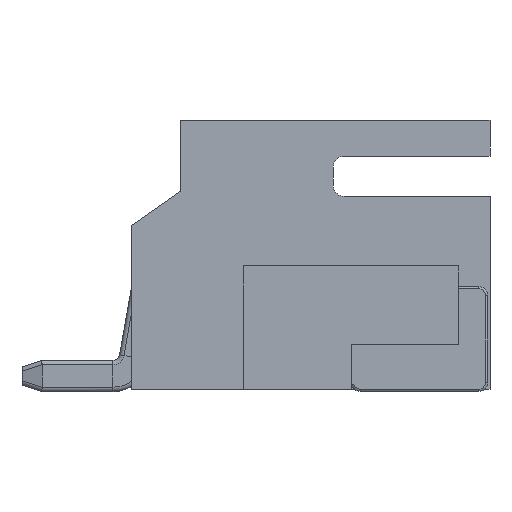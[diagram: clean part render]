
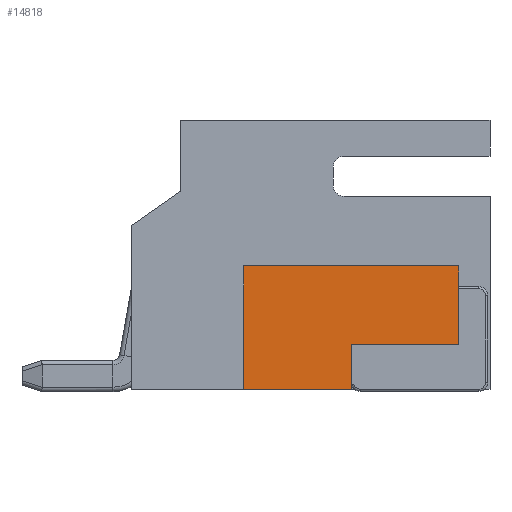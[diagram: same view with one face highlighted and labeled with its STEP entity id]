
A CAD part, left-side view. The second image highlights one B-rep face of the part: STEP entity #14818.
In plain terms, the highlighted planar face has unit normal (-1, 0, 0).
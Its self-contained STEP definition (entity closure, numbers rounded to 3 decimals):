
#158 = DIRECTION ( 'NONE',  ( 0., 0., 1. ) ) ;
#551 = LINE ( 'NONE', #10296, #1879 ) ;
#1879 = VECTOR ( 'NONE', #2749, 1000. ) ;
#2421 = VERTEX_POINT ( 'NONE', #11359 ) ;
#2749 = DIRECTION ( 'NONE',  ( 0., 0., -1. ) ) ;
#4793 = LINE ( 'NONE', #29014, #15645 ) ;
#6606 = CARTESIAN_POINT ( 'NONE',  ( -8.7, -0.9, 0.05 ) ) ;
#8176 = ORIENTED_EDGE ( 'NONE', *, *, #16457, .T. ) ;
#9773 = PLANE ( 'NONE',  #17044 ) ;
#9795 = VERTEX_POINT ( 'NONE', #27948 ) ;
#10080 = LINE ( 'NONE', #12116, #11365 ) ;
#10296 = CARTESIAN_POINT ( 'NONE',  ( -8.7, 1.5, 0.05 ) ) ;
#10543 = DIRECTION ( 'NONE',  ( 1., 0., 0. ) ) ;
#10591 = ORIENTED_EDGE ( 'NONE', *, *, #18200, .T. ) ;
#10954 = VECTOR ( 'NONE', #20986, 1000. ) ;
#11359 = CARTESIAN_POINT ( 'NONE',  ( -8.7, -0.9, 1.05 ) ) ;
#11365 = VECTOR ( 'NONE', #158, 1000. ) ;
#12116 = CARTESIAN_POINT ( 'NONE',  ( -8.7, -3.3, 1.05 ) ) ;
#12186 = DIRECTION ( 'NONE',  ( 0., -1., 0. ) ) ;
#12620 = DIRECTION ( 'NONE',  ( 0., 1., 0. ) ) ;
#13734 = LINE ( 'NONE', #30734, #10954 ) ;
#14818 = ADVANCED_FACE ( 'NONE', ( #21776 ), #9773, .F. ) ;
#15579 = DIRECTION ( 'NONE',  ( 0., 0., -1. ) ) ;
#15599 = CARTESIAN_POINT ( 'NONE',  ( -8.7, 1.5, 0.05 ) ) ;
#15645 = VECTOR ( 'NONE', #12186, 1000. ) ;
#16179 = DIRECTION ( 'NONE',  ( 0., 0., 1. ) ) ;
#16457 = EDGE_CURVE ( 'NONE', #2421, #26983, #4793, .T. ) ;
#16976 = EDGE_CURVE ( 'NONE', #22642, #2421, #30174, .T. ) ;
#17044 = AXIS2_PLACEMENT_3D ( 'NONE', #20336, #10543, #15579 ) ;
#18200 = EDGE_CURVE ( 'NONE', #9795, #19497, #551, .T. ) ;
#18557 = CARTESIAN_POINT ( 'NONE',  ( -8.7, -3.3, 1.05 ) ) ;
#19293 = EDGE_CURVE ( 'NONE', #19497, #22642, #13734, .T. ) ;
#19497 = VERTEX_POINT ( 'NONE', #15599 ) ;
#19532 = VECTOR ( 'NONE', #12620, 1000. ) ;
#20336 = CARTESIAN_POINT ( 'NONE',  ( -8.7, 0., 0. ) ) ;
#20986 = DIRECTION ( 'NONE',  ( 0., -1., 0. ) ) ;
#21452 = ORIENTED_EDGE ( 'NONE', *, *, #19293, .T. ) ;
#21617 = EDGE_CURVE ( 'NONE', #28277, #9795, #26661, .T. ) ;
#21749 = VECTOR ( 'NONE', #16179, 1000. ) ;
#21776 = FACE_OUTER_BOUND ( 'NONE', #23344, .T. ) ;
#21884 = EDGE_CURVE ( 'NONE', #26983, #28277, #10080, .T. ) ;
#22642 = VERTEX_POINT ( 'NONE', #22670 ) ;
#22670 = CARTESIAN_POINT ( 'NONE',  ( -8.7, -0.9, 0.05 ) ) ;
#23344 = EDGE_LOOP ( 'NONE', ( #23962, #10591, #21452, #30179, #8176, #25319 ) ) ;
#23962 = ORIENTED_EDGE ( 'NONE', *, *, #21617, .T. ) ;
#25319 = ORIENTED_EDGE ( 'NONE', *, *, #21884, .T. ) ;
#26661 = LINE ( 'NONE', #28683, #19532 ) ;
#26983 = VERTEX_POINT ( 'NONE', #18557 ) ;
#27751 = CARTESIAN_POINT ( 'NONE',  ( -8.7, -3.3, 2.8 ) ) ;
#27948 = CARTESIAN_POINT ( 'NONE',  ( -8.7, 1.5, 2.8 ) ) ;
#28277 = VERTEX_POINT ( 'NONE', #27751 ) ;
#28683 = CARTESIAN_POINT ( 'NONE',  ( -8.7, -3.3, 2.8 ) ) ;
#29014 = CARTESIAN_POINT ( 'NONE',  ( -8.7, -3.3, 1.05 ) ) ;
#30174 = LINE ( 'NONE', #6606, #21749 ) ;
#30179 = ORIENTED_EDGE ( 'NONE', *, *, #16976, .T. ) ;
#30734 = CARTESIAN_POINT ( 'NONE',  ( -8.7, -0.9, 0.05 ) ) ;
